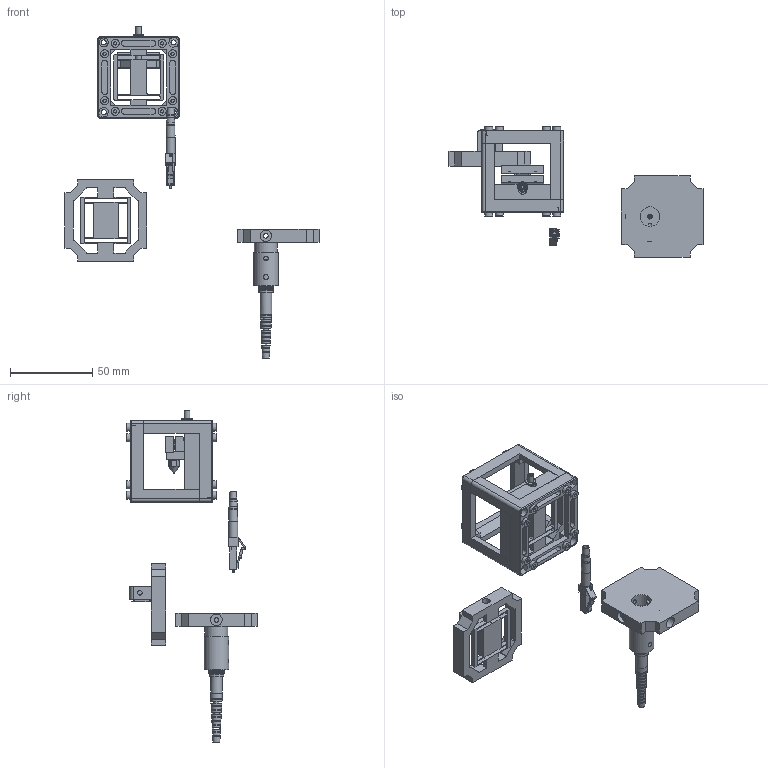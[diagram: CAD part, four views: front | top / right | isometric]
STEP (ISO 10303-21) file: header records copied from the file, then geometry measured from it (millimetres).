
FILE_DESCRIPTION(/* description */ (''),/* implementation_level */ '2;1');
FILE_NAME(/* name */ 'Assembly_Cube_Flexuremanipulator_zonly_v3.iam.step',/* time_stamp */ '2022-11-29T09:04:40+01:00',/* author */ ('UC2'),/* organization */ (''),/* preprocessor_version */ 'ST-DEVELOPER v18.1',/* originating_system */ 'Autodesk Inventor 2022',/* authorisation */ '');
FILE_SCHEMA (('AUTOMOTIVE_DESIGN { 1 0 10303 214 3 1 1 }'));
Products named in the file (14): Assembly_Cube_Flashlight_v3; 00_F6SS088-Step; 00_F6SSN2P-Step; Assembly_Cube_empty_IM_v3; 10_Cube_1x1_IM; 20_Cube_Inser_Flexuremanipulator_zonly_translation_v3; 00_mk8_nozzle_0.4STEP; 20_Cube_Insert_Felxuremanipulator_zonly_fiberlid; 20_Cube_Inser_Flexuremanipulator_ST_connector_zonly_v3; 00_SM05LC-Step; 00_LC_Duplex_Fiber_Connector; 20_Cube_Insert_Filter_25mm; 00_PM20-ST-Step; 00_10127C-Step
Assembly tree (14 placements, depth 3):
  Assembly_Cube_Flashlight_v3
    00_F6SS088-Step
    00_F6SSN2P-Step
    Assembly_Cube_empty_IM_v3
      10_Cube_1x1_IM  x2
    20_Cube_Inser_Flexuremanipulator_zonly_translation_v3
    00_mk8_nozzle_0.4STEP
    20_Cube_Insert_Felxuremanipulator_zonly_fiberlid
    20_Cube_Inser_Flexuremanipulator_ST_connector_zonly_v3
    00_SM05LC-Step
    00_LC_Duplex_Fiber_Connector
    20_Cube_Insert_Filter_25mm
    00_PM20-ST-Step
    00_10127C-Step
Bounding box: 154.89 x 79.55 x 202.23 mm (x, y, z)
Volume: 66557.9 mm3; surface area: 52511.1 mm2
Topology: 19 solids, 19 shells, 1329 faces, 3624 edges, 2387 vertices
Faces by surface type: plane 888, cylinder 379, bspline 23, cone 17, torus 17, sphere 5
Full cylindrical faces by diameter (mm): 0.062 x1, 0.14 x1, 0.4 x1, 1 x1, 1.016 x1, 1.25 x1, 1.499 x1, 1.7 x1, 2 x1, 2.05 x16, 2.235 x1, 2.383 x1, 2.4 x1, 2.489 x1, 2.54 x4, 2.8 x7, 2.9 x6, 2.946 x4, 3 x4, 3.1 x8, 3.15 x2, 3.2 x1, 3.505 x2, 3.962 x2, 4.064 x1, 4.4 x1, 4.9 x2, 4.95 x16, 5 x4, 5.194 x1
Entity records: 43985 total; most frequent: CARTESIAN_POINT 12720, ORIENTED_EDGE 6494, DIRECTION 5971, EDGE_CURVE 3247, VERTEX_POINT 2143, AXIS2_PLACEMENT_3D 2008, LINE 1955, VECTOR 1955
